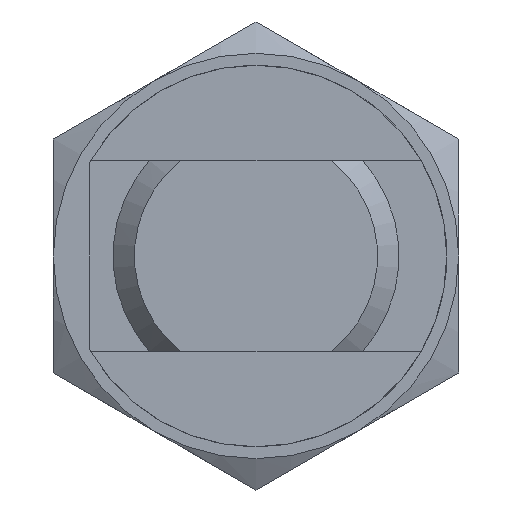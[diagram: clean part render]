
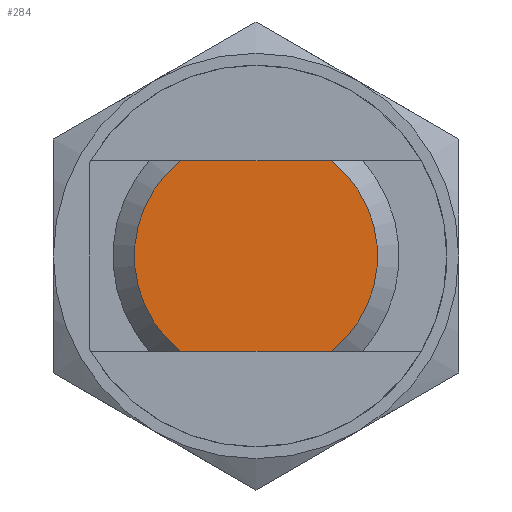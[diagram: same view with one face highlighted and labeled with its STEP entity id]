
A CAD part, front view. The second image highlights one B-rep face of the part: STEP entity #284.
In plain terms, the highlighted planar face has unit normal (0, -1, 0).
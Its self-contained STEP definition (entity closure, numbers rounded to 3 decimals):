
#112=CARTESIAN_POINT('',(3.164,0.0,-4.0));
#113=VERTEX_POINT('',#112);
#138=CARTESIAN_POINT('',(3.164,0.0,4.0));
#139=VERTEX_POINT('',#138);
#153=CARTESIAN_POINT('',(0.0,0.0,0.0));
#154=DIRECTION('',(0.0,1.0,0.0));
#155=DIRECTION('',(1.0,0.0,0.0));
#156=AXIS2_PLACEMENT_3D('',#153,#154,#155);
#157=CIRCLE('',#156,5.1);
#158=EDGE_CURVE('',#139,#113,#157,.T.);
#169=CARTESIAN_POINT('',(-3.164,0.0,-4.0));
#170=VERTEX_POINT('',#169);
#171=CARTESIAN_POINT('',(-3.164,0.0,-4.0));
#172=DIRECTION('',(1.0,0.0,0.0));
#173=VECTOR('',#172,6.328);
#174=LINE('',#171,#173);
#175=EDGE_CURVE('',#170,#113,#174,.T.);
#260=CARTESIAN_POINT('',(-3.,0.0,0.0));
#261=DIRECTION('',(0.0,-1.0,0.0));
#262=DIRECTION('',(0.0,0.0,-1.0));
#263=AXIS2_PLACEMENT_3D('',#260,#261,#262);
#264=PLANE('',#263);
#265=ORIENTED_EDGE('',*,*,#158,.F.);
#266=CARTESIAN_POINT('',(-3.164,0.0,4.0));
#267=VERTEX_POINT('',#266);
#268=CARTESIAN_POINT('',(3.164,0.0,4.0));
#269=DIRECTION('',(-1.0,0.0,0.0));
#270=VECTOR('',#269,6.328);
#271=LINE('',#268,#270);
#272=EDGE_CURVE('',#139,#267,#271,.T.);
#273=ORIENTED_EDGE('',*,*,#272,.T.);
#274=CARTESIAN_POINT('',(0.0,0.0,0.0));
#275=DIRECTION('',(0.0,1.0,0.0));
#276=DIRECTION('',(-1.0,0.0,0.0));
#277=AXIS2_PLACEMENT_3D('',#274,#275,#276);
#278=CIRCLE('',#277,5.1);
#279=EDGE_CURVE('',#170,#267,#278,.T.);
#280=ORIENTED_EDGE('',*,*,#279,.F.);
#281=ORIENTED_EDGE('',*,*,#175,.T.);
#282=EDGE_LOOP('',(#265,#273,#280,#281));
#283=FACE_OUTER_BOUND('',#282,.T.);
#284=ADVANCED_FACE('',(#283),#264,.T.);
